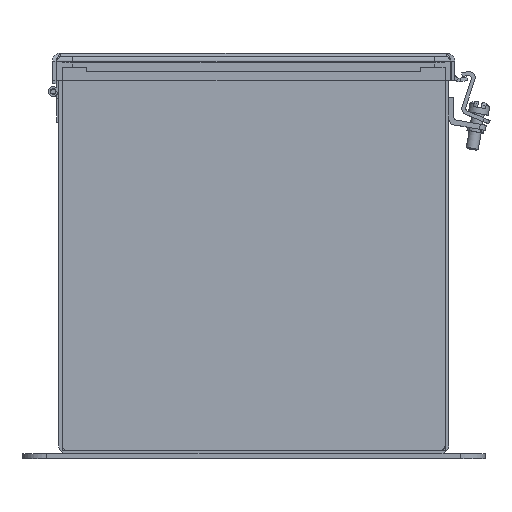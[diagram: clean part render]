
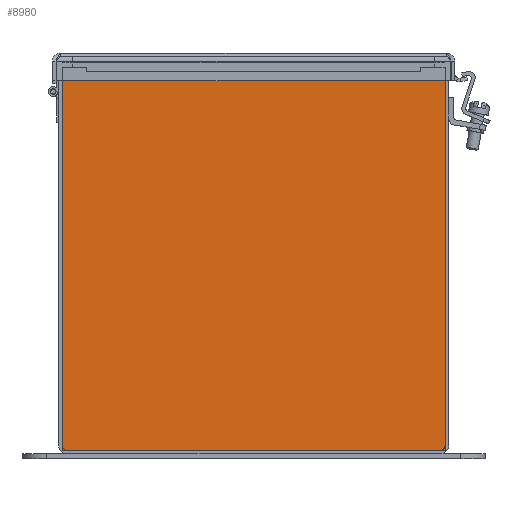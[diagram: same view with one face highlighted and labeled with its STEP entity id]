
A CAD part, left-side view. The second image highlights one B-rep face of the part: STEP entity #8980.
In plain terms, the highlighted planar face has unit normal (-1, 0, 0).
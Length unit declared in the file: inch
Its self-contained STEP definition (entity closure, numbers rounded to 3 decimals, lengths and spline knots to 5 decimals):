
#439 = CARTESIAN_POINT ( 'NONE',  ( -24., 3.4275, 6.676 ) ) ;
#578 = VERTEX_POINT ( 'NONE', #6117 ) ;
#903 = AXIS2_PLACEMENT_3D ( 'NONE', #20251, #3282, #39601 ) ;
#920 = DIRECTION ( 'NONE',  ( 0., -1., 0. ) ) ;
#1211 = ORIENTED_EDGE ( 'NONE', *, *, #17721, .F. ) ;
#2238 = VECTOR ( 'NONE', #30126, 39.37008 ) ;
#2616 = EDGE_LOOP ( 'NONE', ( #4602, #26790, #1211, #4672, #6950, #6067, #41398, #22499, #32178, #7356, #4157, #35205 ) ) ;
#3127 = VECTOR ( 'NONE', #42131, 39.37008 ) ;
#3282 = DIRECTION ( 'NONE',  ( 1., 0., 0. ) ) ;
#4157 = ORIENTED_EDGE ( 'NONE', *, *, #10125, .F. ) ;
#4492 = LINE ( 'NONE', #7561, #30443 ) ;
#4602 = ORIENTED_EDGE ( 'NONE', *, *, #27508, .T. ) ;
#4672 = ORIENTED_EDGE ( 'NONE', *, *, #40241, .T. ) ;
#4955 = VECTOR ( 'NONE', #17989, 39.37008 ) ;
#5075 = LINE ( 'NONE', #14238, #8960 ) ;
#6067 = ORIENTED_EDGE ( 'NONE', *, *, #34515, .F. ) ;
#6117 = CARTESIAN_POINT ( 'NONE',  ( -24., 3.926, 6.676 ) ) ;
#6671 = DIRECTION ( 'NONE',  ( 0., 0., 1. ) ) ;
#6950 = ORIENTED_EDGE ( 'NONE', *, *, #20064, .T. ) ;
#7356 = ORIENTED_EDGE ( 'NONE', *, *, #13345, .F. ) ;
#7561 = CARTESIAN_POINT ( 'NONE',  ( -24., -3.926, 2.75 ) ) ;
#8164 = VERTEX_POINT ( 'NONE', #32014 ) ;
#8394 = VECTOR ( 'NONE', #20255, 39.37008 ) ;
#8529 = CARTESIAN_POINT ( 'NONE',  ( -24., 0., 6.58225 ) ) ;
#8960 = VECTOR ( 'NONE', #18380, 39.37008 ) ;
#8980 = ADVANCED_FACE ( 'NONE', ( #25701 ), #18772, .F. ) ;
#9760 = CARTESIAN_POINT ( 'NONE',  ( -24., 3.4275, 6.58205 ) ) ;
#9907 = CARTESIAN_POINT ( 'NONE',  ( -24., 3.4277, 6.676 ) ) ;
#10125 = EDGE_CURVE ( 'NONE', #8164, #38786, #32110, .T. ) ;
#10393 = EDGE_CURVE ( 'NONE', #23067, #8164, #32290, .T. ) ;
#10399 = LINE ( 'NONE', #33230, #14371 ) ;
#11596 = LINE ( 'NONE', #8529, #24458 ) ;
#13345 = EDGE_CURVE ( 'NONE', #38786, #42988, #4492, .T. ) ;
#14238 = CARTESIAN_POINT ( 'NONE',  ( -24., 3.4277, 2.75 ) ) ;
#14371 = VECTOR ( 'NONE', #6671, 39.37008 ) ;
#15730 = CARTESIAN_POINT ( 'NONE',  ( -24., 0., -1.176 ) ) ;
#16107 = VERTEX_POINT ( 'NONE', #34453 ) ;
#16710 = VERTEX_POINT ( 'NONE', #19493 ) ;
#16900 = LINE ( 'NONE', #23373, #2238 ) ;
#17064 = EDGE_CURVE ( 'NONE', #578, #24208, #21169, .T. ) ;
#17721 = EDGE_CURVE ( 'NONE', #16107, #20311, #11596, .T. ) ;
#17989 = DIRECTION ( 'NONE',  ( 0., 0., 1. ) ) ;
#18380 = DIRECTION ( 'NONE',  ( 0., 0., -1. ) ) ;
#18588 = VECTOR ( 'NONE', #27794, 39.37008 ) ;
#18772 = PLANE ( 'NONE',  #903 ) ;
#18862 = CARTESIAN_POINT ( 'NONE',  ( -24., 0., 6.676 ) ) ;
#19493 = CARTESIAN_POINT ( 'NONE',  ( -24., -3.4275, 6.58205 ) ) ;
#20064 = EDGE_CURVE ( 'NONE', #39574, #34355, #16900, .T. ) ;
#20251 = CARTESIAN_POINT ( 'NONE',  ( -24., 0., 2.75 ) ) ;
#20255 = DIRECTION ( 'NONE',  ( 0., 0., -1. ) ) ;
#20311 = VERTEX_POINT ( 'NONE', #25746 ) ;
#21169 = LINE ( 'NONE', #27049, #30627 ) ;
#22499 = ORIENTED_EDGE ( 'NONE', *, *, #22519, .F. ) ;
#22519 = EDGE_CURVE ( 'NONE', #41326, #578, #33657, .T. ) ;
#22971 = CARTESIAN_POINT ( 'NONE',  ( -24., 3.926, -1.176 ) ) ;
#23067 = VERTEX_POINT ( 'NONE', #32227 ) ;
#23373 = CARTESIAN_POINT ( 'NONE',  ( -24., 3.4275, 6.58205 ) ) ;
#24208 = VERTEX_POINT ( 'NONE', #9907 ) ;
#24458 = VECTOR ( 'NONE', #25275, 39.37008 ) ;
#25275 = DIRECTION ( 'NONE',  ( 0., -1., 0. ) ) ;
#25353 = CARTESIAN_POINT ( 'NONE',  ( -24., 3.4277, 6.58205 ) ) ;
#25701 = FACE_OUTER_BOUND ( 'NONE', #2616, .T. ) ;
#25746 = CARTESIAN_POINT ( 'NONE',  ( -24., -3.4275, 6.58225 ) ) ;
#26790 = ORIENTED_EDGE ( 'NONE', *, *, #33419, .T. ) ;
#26837 = VECTOR ( 'NONE', #29400, 39.37008 ) ;
#27049 = CARTESIAN_POINT ( 'NONE',  ( -24., 0., 6.676 ) ) ;
#27508 = EDGE_CURVE ( 'NONE', #23067, #16710, #34121, .T. ) ;
#27794 = DIRECTION ( 'NONE',  ( 0., 1., 0. ) ) ;
#28686 = CARTESIAN_POINT ( 'NONE',  ( -24., -3.926, -1.176 ) ) ;
#29002 = LINE ( 'NONE', #15730, #26837 ) ;
#29400 = DIRECTION ( 'NONE',  ( 0., 1., 0. ) ) ;
#30126 = DIRECTION ( 'NONE',  ( 0., 1., 0. ) ) ;
#30443 = VECTOR ( 'NONE', #33672, 39.37008 ) ;
#30627 = VECTOR ( 'NONE', #920, 39.37008 ) ;
#31899 = CARTESIAN_POINT ( 'NONE',  ( -24., -3.926, 6.676 ) ) ;
#32014 = CARTESIAN_POINT ( 'NONE',  ( -24., -3.4277, 6.676 ) ) ;
#32110 = LINE ( 'NONE', #18862, #3127 ) ;
#32178 = ORIENTED_EDGE ( 'NONE', *, *, #32330, .F. ) ;
#32227 = CARTESIAN_POINT ( 'NONE',  ( -24., -3.4277, 6.58205 ) ) ;
#32290 = LINE ( 'NONE', #39024, #36521 ) ;
#32330 = EDGE_CURVE ( 'NONE', #42988, #41326, #29002, .T. ) ;
#33230 = CARTESIAN_POINT ( 'NONE',  ( -24., -3.4275, 6.58205 ) ) ;
#33419 = EDGE_CURVE ( 'NONE', #16710, #20311, #10399, .T. ) ;
#33657 = LINE ( 'NONE', #41031, #4955 ) ;
#33672 = DIRECTION ( 'NONE',  ( 0., 0., -1. ) ) ;
#33731 = LINE ( 'NONE', #439, #8394 ) ;
#34121 = LINE ( 'NONE', #37191, #18588 ) ;
#34355 = VERTEX_POINT ( 'NONE', #25353 ) ;
#34453 = CARTESIAN_POINT ( 'NONE',  ( -24., 3.4275, 6.58225 ) ) ;
#34515 = EDGE_CURVE ( 'NONE', #24208, #34355, #5075, .T. ) ;
#35205 = ORIENTED_EDGE ( 'NONE', *, *, #10393, .F. ) ;
#35975 = DIRECTION ( 'NONE',  ( 0., 0., 1. ) ) ;
#36521 = VECTOR ( 'NONE', #35975, 39.37008 ) ;
#37191 = CARTESIAN_POINT ( 'NONE',  ( -24., -3.4277, 6.58205 ) ) ;
#38786 = VERTEX_POINT ( 'NONE', #31899 ) ;
#39024 = CARTESIAN_POINT ( 'NONE',  ( -24., -3.4277, 2.75 ) ) ;
#39574 = VERTEX_POINT ( 'NONE', #9760 ) ;
#39601 = DIRECTION ( 'NONE',  ( 0., 1., 0. ) ) ;
#40241 = EDGE_CURVE ( 'NONE', #16107, #39574, #33731, .T. ) ;
#41031 = CARTESIAN_POINT ( 'NONE',  ( -24., 3.926, 2.75 ) ) ;
#41326 = VERTEX_POINT ( 'NONE', #22971 ) ;
#41398 = ORIENTED_EDGE ( 'NONE', *, *, #17064, .F. ) ;
#42131 = DIRECTION ( 'NONE',  ( 0., -1., 0. ) ) ;
#42988 = VERTEX_POINT ( 'NONE', #28686 ) ;
